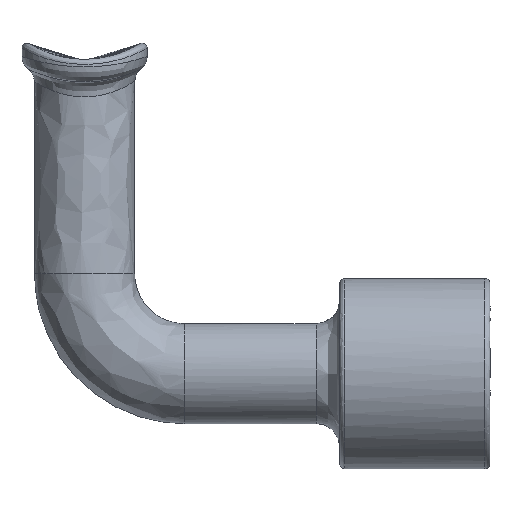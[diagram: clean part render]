
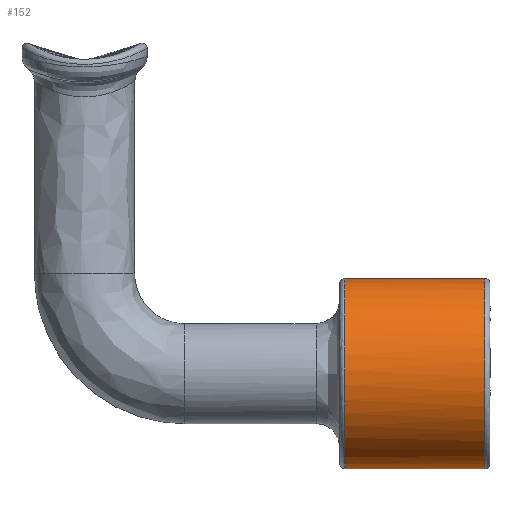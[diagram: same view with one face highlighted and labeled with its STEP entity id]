
A CAD part, front view. The second image highlights one B-rep face of the part: STEP entity #152.
In plain terms, the highlighted free-form (B-spline) face has degree [1, 3] with [2, 4] control points.
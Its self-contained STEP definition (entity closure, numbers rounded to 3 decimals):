
#152 = ADVANCED_FACE ( 'NONE', ( #4656 ), #2053, .F. ) ;
#237 = VERTEX_POINT ( 'NONE', #5222 ) ;
#296 = CARTESIAN_POINT ( 'NONE',  ( 32., -38., -39. ) ) ;
#500 = EDGE_CURVE ( 'NONE', #4350, #5397, #4347, .T. ) ;
#725 = CARTESIAN_POINT ( 'NONE',  ( 60., 0., -1. ) ) ;
#1171 = CARTESIAN_POINT ( 'NONE',  ( 60., 0., -39. ) ) ;
#1225 = CARTESIAN_POINT ( 'NONE',  ( 32., 0., -1. ) ) ;
#1235 = CARTESIAN_POINT ( 'NONE',  ( 32., -38., -1. ) ) ;
#1306 = CARTESIAN_POINT ( 'NONE',  ( 60., -38., -39. ) ) ;
#1333 = CARTESIAN_POINT ( 'NONE',  ( 32., 0., -39. ) ) ;
#1659 = CARTESIAN_POINT ( 'NONE',  ( 32., -38., -1. ) ) ;
#1834 = EDGE_CURVE ( 'NONE', #237, #4350, #4144, .T. ) ;
#1855 = VERTEX_POINT ( 'NONE', #1333 ) ;
#2053 =( BOUNDED_SURFACE ( )  B_SPLINE_SURFACE ( 1, 3, ( 
 ( #1171, #5840, #3560, #725 ),
 ( #4975, #3497, #1235, #4463 ) ),
 .UNSPECIFIED., .F., .F., .F. ) 
 B_SPLINE_SURFACE_WITH_KNOTS ( ( 2, 2 ),
 ( 4, 4 ),
 ( 0., 1. ),
 ( 0., 1. ),
 .UNSPECIFIED. ) 
 GEOMETRIC_REPRESENTATION_ITEM ( )  RATIONAL_B_SPLINE_SURFACE ( (
 ( 1., 0.333, 0.333, 1.),
 ( 1., 0.333, 0.333, 1.) ) ) 
 REPRESENTATION_ITEM ( '' )  SURFACE ( )  );
#2080 = EDGE_LOOP ( 'NONE', ( #2723, #2619, #3121, #4154 ) ) ;
#2137 = CARTESIAN_POINT ( 'NONE',  ( 60., 0., -39. ) ) ;
#2418 = CARTESIAN_POINT ( 'NONE',  ( 60., 0., -1. ) ) ;
#2491 = B_SPLINE_CURVE_WITH_KNOTS ( 'NONE', 1,
 ( #2137, #3079 ),
 .UNSPECIFIED., .F., .F.,
 ( 2, 2 ),
 ( -1., 0. ),
 .UNSPECIFIED. ) ;
#2619 = ORIENTED_EDGE ( 'NONE', *, *, #1834, .F. ) ;
#2723 = ORIENTED_EDGE ( 'NONE', *, *, #500, .F. ) ;
#3079 = CARTESIAN_POINT ( 'NONE',  ( 32., 0., -39. ) ) ;
#3121 = ORIENTED_EDGE ( 'NONE', *, *, #5197, .F. ) ;
#3497 = CARTESIAN_POINT ( 'NONE',  ( 32., -38., -39. ) ) ;
#3560 = CARTESIAN_POINT ( 'NONE',  ( 60., -38., -1. ) ) ;
#4101 = CARTESIAN_POINT ( 'NONE',  ( 60., -38., -1. ) ) ;
#4144 = B_SPLINE_CURVE_WITH_KNOTS ( 'NONE', 1,
 ( #4669, #2418 ),
 .UNSPECIFIED., .F., .F.,
 ( 2, 2 ),
 ( -1., 0. ),
 .UNSPECIFIED. ) ;
#4154 = ORIENTED_EDGE ( 'NONE', *, *, #5168, .F. ) ;
#4347 =( BOUNDED_CURVE ( )  B_SPLINE_CURVE ( 3, ( #5793, #4101, #1306, #4572 ),
 .UNSPECIFIED., .F., .F. ) 
 B_SPLINE_CURVE_WITH_KNOTS ( ( 4, 4 ),
 ( 0., 3.142 ),
 .UNSPECIFIED. ) 
 CURVE ( )  GEOMETRIC_REPRESENTATION_ITEM ( )  RATIONAL_B_SPLINE_CURVE ( ( 0.957, 0.319, 0.319, 0.957 ) ) 
 REPRESENTATION_ITEM ( '' )  );
#4350 = VERTEX_POINT ( 'NONE', #4848 ) ;
#4463 = CARTESIAN_POINT ( 'NONE',  ( 32., 0., -1. ) ) ;
#4572 = CARTESIAN_POINT ( 'NONE',  ( 60., 0., -39. ) ) ;
#4656 = FACE_OUTER_BOUND ( 'NONE', #2080, .T. ) ;
#4669 = CARTESIAN_POINT ( 'NONE',  ( 32., 0., -1. ) ) ;
#4848 = CARTESIAN_POINT ( 'NONE',  ( 60., 0., -1. ) ) ;
#4975 = CARTESIAN_POINT ( 'NONE',  ( 32., 0., -39. ) ) ;
#5168 = EDGE_CURVE ( 'NONE', #5397, #1855, #2491, .T. ) ;
#5197 = EDGE_CURVE ( 'NONE', #1855, #237, #5291, .T. ) ;
#5222 = CARTESIAN_POINT ( 'NONE',  ( 32., 0., -1. ) ) ;
#5291 =( BOUNDED_CURVE ( )  B_SPLINE_CURVE ( 3, ( #5962, #296, #1659, #1225 ),
 .UNSPECIFIED., .F., .T. ) 
 B_SPLINE_CURVE_WITH_KNOTS ( ( 4, 4 ),
 ( 0., 3.142 ),
 .UNSPECIFIED. ) 
 CURVE ( )  GEOMETRIC_REPRESENTATION_ITEM ( )  RATIONAL_B_SPLINE_CURVE ( ( 0.957, 0.319, 0.319, 0.957 ) ) 
 REPRESENTATION_ITEM ( '' )  );
#5397 = VERTEX_POINT ( 'NONE', #5661 ) ;
#5661 = CARTESIAN_POINT ( 'NONE',  ( 60., 0., -39. ) ) ;
#5793 = CARTESIAN_POINT ( 'NONE',  ( 60., 0., -1. ) ) ;
#5840 = CARTESIAN_POINT ( 'NONE',  ( 60., -38., -39. ) ) ;
#5962 = CARTESIAN_POINT ( 'NONE',  ( 32., 0., -39. ) ) ;
